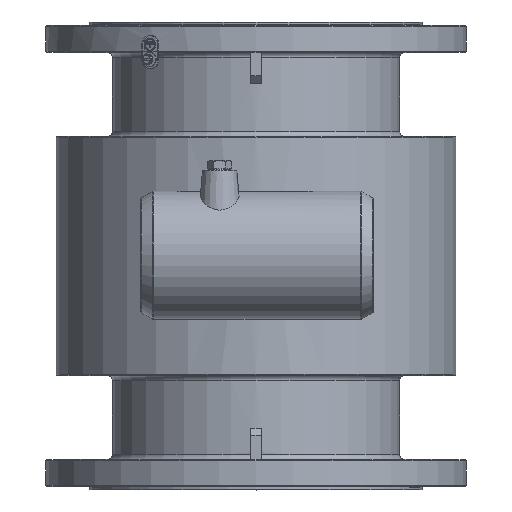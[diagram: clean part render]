
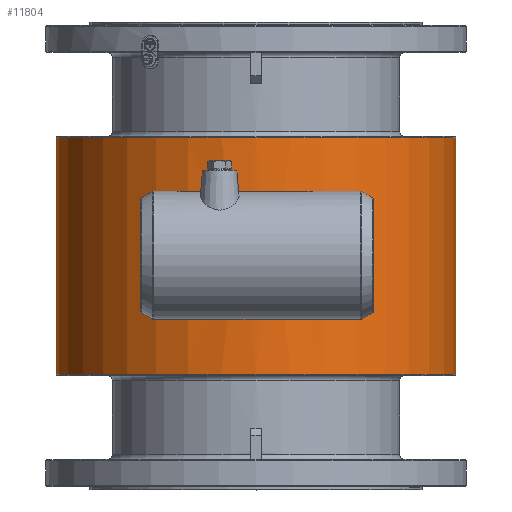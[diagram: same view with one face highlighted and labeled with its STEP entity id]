
A CAD part, top view. The second image highlights one B-rep face of the part: STEP entity #11804.
In plain terms, the highlighted cylindrical face has radius 192.5 mm (diameter 385 mm), a full revolution.
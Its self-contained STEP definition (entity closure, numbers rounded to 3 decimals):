
#1036=B_SPLINE_CURVE_WITH_KNOTS('',3,(#28464,#28465,#28466,#28467,#28468,
#28469,#28470,#28471,#28472,#28473,#28474,#28475,#28476,#28477,#28478,#28479,
#28480,#28481,#28482,#28483,#28484,#28485,#28486,#28487,#28488,#28489,#28490,
#28491,#28492,#28493,#28494,#28495,#28496,#28497,#28498),.UNSPECIFIED.,
 .F.,.F.,(4,2,2,2,2,2,2,2,3,2,2,2,2,2,2,2,4),(-3.167,-2.771,
-2.375,-1.979,-1.583,-1.188,
-0.792,-0.396,0.,0.396,0.792,
1.188,1.583,1.979,2.375,2.771,
3.167),.UNSPECIFIED.);
#1037=B_SPLINE_CURVE_WITH_KNOTS('',3,(#28499,#28500,#28501,#28502,#28503,
#28504,#28505,#28506,#28507,#28508,#28509,#28510,#28511,#28512,#28513,#28514,
#28515,#28516,#28517,#28518,#28519,#28520,#28521,#28522,#28523,#28524,#28525,
#28526,#28527,#28528,#28529,#28530,#28531,#28532),.UNSPECIFIED.,.F.,.F.,
(4,2,2,2,2,2,2,2,2,2,2,2,2,2,2,2,4),(3.167,3.563,
3.959,4.354,4.75,5.146,5.542,
5.938,6.334,6.73,7.125,7.521,
7.917,8.313,8.709,9.105,9.501),
 .UNSPECIFIED.);
#1680=LINE('',#28461,#2374);
#2374=VECTOR('',#14478,192.5);
#2840=CYLINDRICAL_SURFACE('',#12716,192.5);
#2985=FACE_BOUND('',#4084,.T.);
#3320=FACE_OUTER_BOUND('',#4083,.T.);
#4083=EDGE_LOOP('',(#9350,#9351,#9352,#9353));
#4084=EDGE_LOOP('',(#9354,#9355));
#4776=CIRCLE('',#12713,192.5);
#4779=CIRCLE('',#12717,192.5);
#5507=VERTEX_POINT('',#28453);
#5509=VERTEX_POINT('',#28459);
#5510=VERTEX_POINT('',#28462);
#5511=VERTEX_POINT('',#28463);
#6903=EDGE_CURVE('',#5507,#5507,#4776,.T.);
#6906=EDGE_CURVE('',#5509,#5509,#4779,.T.);
#6907=EDGE_CURVE('',#5509,#5507,#1680,.T.);
#6908=EDGE_CURVE('',#5510,#5511,#1036,.T.);
#6909=EDGE_CURVE('',#5511,#5510,#1037,.T.);
#9350=ORIENTED_EDGE('',*,*,#6906,.F.);
#9351=ORIENTED_EDGE('',*,*,#6907,.T.);
#9352=ORIENTED_EDGE('',*,*,#6903,.F.);
#9353=ORIENTED_EDGE('',*,*,#6907,.F.);
#9354=ORIENTED_EDGE('',*,*,#6908,.T.);
#9355=ORIENTED_EDGE('',*,*,#6909,.T.);
#11804=ADVANCED_FACE('',(#3320,#2985),#2840,.T.);
#12713=AXIS2_PLACEMENT_3D('',#28454,#14468,#14469);
#12716=AXIS2_PLACEMENT_3D('',#28458,#14474,#14475);
#12717=AXIS2_PLACEMENT_3D('',#28460,#14476,#14477);
#14468=DIRECTION('center_axis',(0.,0.,
1.));
#14469=DIRECTION('ref_axis',(0.,1.,0.));
#14474=DIRECTION('center_axis',(0.,0.,
-1.));
#14475=DIRECTION('ref_axis',(0.,-1.,0.));
#14476=DIRECTION('center_axis',(0.,0.,
-1.));
#14477=DIRECTION('ref_axis',(0.,1.,0.));
#14478=DIRECTION('',(0.,0.,1.));
#28453=CARTESIAN_POINT('',(95.,575.25,114.));
#28454=CARTESIAN_POINT('Origin',(95.,382.75,114.));
#28458=CARTESIAN_POINT('Origin',(95.,382.75,0.));
#28459=CARTESIAN_POINT('',(95.,575.25,-114.));
#28460=CARTESIAN_POINT('Origin',(95.,382.75,-114.));
#28461=CARTESIAN_POINT('',(95.,575.25,0.));
#28462=CARTESIAN_POINT('',(95.,190.25,21.));
#28463=CARTESIAN_POINT('',(95.,190.25,-21.));
#28464=CARTESIAN_POINT('Ctrl Pts',(95.,190.25,21.));
#28465=CARTESIAN_POINT('Ctrl Pts',(96.32,190.25,21.));
#28466=CARTESIAN_POINT('Ctrl Pts',(97.684,190.264,20.874));
#28467=CARTESIAN_POINT('Ctrl Pts',(100.397,190.321,20.342));
#28468=CARTESIAN_POINT('Ctrl Pts',(101.746,190.364,19.936));
#28469=CARTESIAN_POINT('Ctrl Pts',(104.333,190.472,18.864));
#28470=CARTESIAN_POINT('Ctrl Pts',(105.572,190.537,18.197));
#28471=CARTESIAN_POINT('Ctrl Pts',(107.865,190.677,16.655));
#28472=CARTESIAN_POINT('Ctrl Pts',(108.918,190.752,15.781));
#28473=CARTESIAN_POINT('Ctrl Pts',(110.781,190.896,13.918));
#28474=CARTESIAN_POINT('Ctrl Pts',(111.655,190.97,12.865));
#28475=CARTESIAN_POINT('Ctrl Pts',(113.197,191.11,10.572));
#28476=CARTESIAN_POINT('Ctrl Pts',(113.864,191.176,9.333));
#28477=CARTESIAN_POINT('Ctrl Pts',(114.936,191.284,6.746));
#28478=CARTESIAN_POINT('Ctrl Pts',(115.342,191.328,5.397));
#28479=CARTESIAN_POINT('Ctrl Pts',(115.874,191.385,2.684));
#28480=CARTESIAN_POINT('Ctrl Pts',(116.,191.399,1.32));
#28481=CARTESIAN_POINT('Ctrl Pts',(116.,191.399,0.));
#28482=CARTESIAN_POINT('Ctrl Pts',(116.,191.399,-1.32));
#28483=CARTESIAN_POINT('Ctrl Pts',(115.874,191.385,-2.684));
#28484=CARTESIAN_POINT('Ctrl Pts',(115.342,191.328,-5.397));
#28485=CARTESIAN_POINT('Ctrl Pts',(114.936,191.284,-6.746));
#28486=CARTESIAN_POINT('Ctrl Pts',(113.864,191.176,-9.333));
#28487=CARTESIAN_POINT('Ctrl Pts',(113.197,191.11,-10.572));
#28488=CARTESIAN_POINT('Ctrl Pts',(111.655,190.97,-12.865));
#28489=CARTESIAN_POINT('Ctrl Pts',(110.781,190.896,-13.918));
#28490=CARTESIAN_POINT('Ctrl Pts',(108.918,190.752,-15.781));
#28491=CARTESIAN_POINT('Ctrl Pts',(107.865,190.677,-16.655));
#28492=CARTESIAN_POINT('Ctrl Pts',(105.572,190.537,-18.197));
#28493=CARTESIAN_POINT('Ctrl Pts',(104.333,190.472,-18.864));
#28494=CARTESIAN_POINT('Ctrl Pts',(101.746,190.364,-19.936));
#28495=CARTESIAN_POINT('Ctrl Pts',(100.397,190.321,-20.342));
#28496=CARTESIAN_POINT('Ctrl Pts',(97.684,190.264,-20.874));
#28497=CARTESIAN_POINT('Ctrl Pts',(96.32,190.25,-21.));
#28498=CARTESIAN_POINT('Ctrl Pts',(95.,190.25,-21.));
#28499=CARTESIAN_POINT('Ctrl Pts',(95.,190.25,-21.));
#28500=CARTESIAN_POINT('Ctrl Pts',(93.68,190.25,-21.));
#28501=CARTESIAN_POINT('Ctrl Pts',(92.316,190.264,-20.874));
#28502=CARTESIAN_POINT('Ctrl Pts',(89.603,190.321,-20.342));
#28503=CARTESIAN_POINT('Ctrl Pts',(88.254,190.364,-19.936));
#28504=CARTESIAN_POINT('Ctrl Pts',(85.667,190.472,-18.864));
#28505=CARTESIAN_POINT('Ctrl Pts',(84.428,190.537,-18.197));
#28506=CARTESIAN_POINT('Ctrl Pts',(82.135,190.677,-16.655));
#28507=CARTESIAN_POINT('Ctrl Pts',(81.082,190.752,-15.781));
#28508=CARTESIAN_POINT('Ctrl Pts',(79.219,190.896,-13.918));
#28509=CARTESIAN_POINT('Ctrl Pts',(78.345,190.97,-12.865));
#28510=CARTESIAN_POINT('Ctrl Pts',(76.803,191.11,-10.572));
#28511=CARTESIAN_POINT('Ctrl Pts',(76.136,191.176,-9.333));
#28512=CARTESIAN_POINT('Ctrl Pts',(75.064,191.284,-6.746));
#28513=CARTESIAN_POINT('Ctrl Pts',(74.658,191.328,-5.397));
#28514=CARTESIAN_POINT('Ctrl Pts',(74.126,191.385,-2.684));
#28515=CARTESIAN_POINT('Ctrl Pts',(74.,191.399,-1.32));
#28516=CARTESIAN_POINT('Ctrl Pts',(74.,191.399,1.32));
#28517=CARTESIAN_POINT('Ctrl Pts',(74.126,191.385,2.684));
#28518=CARTESIAN_POINT('Ctrl Pts',(74.658,191.328,5.397));
#28519=CARTESIAN_POINT('Ctrl Pts',(75.064,191.284,6.746));
#28520=CARTESIAN_POINT('Ctrl Pts',(76.136,191.176,9.333));
#28521=CARTESIAN_POINT('Ctrl Pts',(76.803,191.11,10.572));
#28522=CARTESIAN_POINT('Ctrl Pts',(78.345,190.97,12.865));
#28523=CARTESIAN_POINT('Ctrl Pts',(79.219,190.896,13.918));
#28524=CARTESIAN_POINT('Ctrl Pts',(81.082,190.752,15.781));
#28525=CARTESIAN_POINT('Ctrl Pts',(82.135,190.677,16.655));
#28526=CARTESIAN_POINT('Ctrl Pts',(84.428,190.537,18.197));
#28527=CARTESIAN_POINT('Ctrl Pts',(85.667,190.472,18.864));
#28528=CARTESIAN_POINT('Ctrl Pts',(88.254,190.364,19.936));
#28529=CARTESIAN_POINT('Ctrl Pts',(89.603,190.321,20.342));
#28530=CARTESIAN_POINT('Ctrl Pts',(92.316,190.264,20.874));
#28531=CARTESIAN_POINT('Ctrl Pts',(93.68,190.25,21.));
#28532=CARTESIAN_POINT('Ctrl Pts',(95.,190.25,21.));
